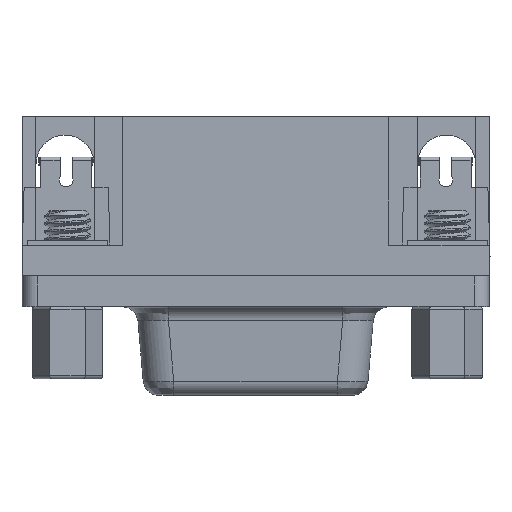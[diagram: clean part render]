
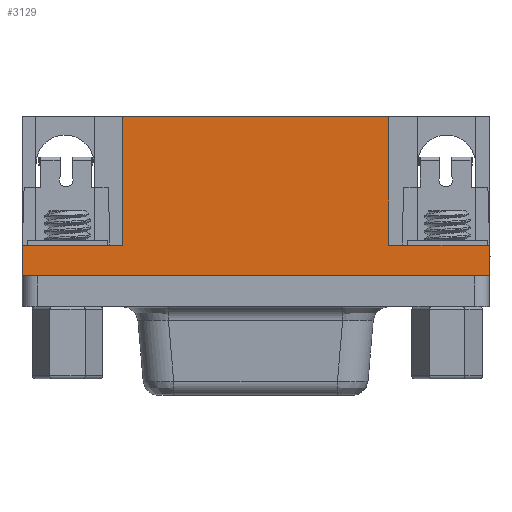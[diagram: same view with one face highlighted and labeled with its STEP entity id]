
A CAD part, top view. The second image highlights one B-rep face of the part: STEP entity #3129.
In plain terms, the highlighted planar face has unit normal (0, 0, 1).
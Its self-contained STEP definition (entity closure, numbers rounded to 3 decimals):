
#211=DIRECTION('',(0.,1.,0.));
#212=VECTOR('',#211,8.41);
#213=CARTESIAN_POINT('',(8.675,-2.205,10.31));
#214=LINE('',#213,#212);
#219=DIRECTION('',(1.,0.,0.));
#220=VECTOR('',#219,6.585);
#221=CARTESIAN_POINT('',(8.675,-2.205,10.31));
#222=LINE('',#221,#220);
#223=DIRECTION('',(0.,-1.,0.));
#224=VECTOR('',#223,2.);
#225=CARTESIAN_POINT('',(15.26,-2.205,10.31));
#226=LINE('',#225,#224);
#227=DIRECTION('',(0.,1.,0.));
#228=VECTOR('',#227,8.41);
#229=CARTESIAN_POINT('',(-8.675,-2.205,10.31));
#230=LINE('',#229,#228);
#231=DIRECTION('',(1.,0.,0.));
#232=VECTOR('',#231,17.35);
#233=CARTESIAN_POINT('',(-8.675,6.205,10.31));
#234=LINE('',#233,#232);
#289=DIRECTION('',(1.,0.,0.));
#290=VECTOR('',#289,30.52);
#291=CARTESIAN_POINT('',(-15.26,-4.205,10.31));
#292=LINE('',#291,#290);
#1554=DIRECTION('',(-1.,0.,0.));
#1555=VECTOR('',#1554,6.585);
#1556=CARTESIAN_POINT('',(-8.675,-2.205,10.31));
#1557=LINE('',#1556,#1555);
#1582=DIRECTION('',(0.,-1.,0.));
#1583=VECTOR('',#1582,2.);
#1584=CARTESIAN_POINT('',(-15.26,-2.205,10.31));
#1585=LINE('',#1584,#1583);
#2342=CARTESIAN_POINT('',(-15.26,-2.205,10.31));
#2343=VERTEX_POINT('',#2342);
#2344=CARTESIAN_POINT('',(-15.26,-4.205,10.31));
#2345=VERTEX_POINT('',#2344);
#2352=CARTESIAN_POINT('',(15.26,-4.205,10.31));
#2353=VERTEX_POINT('',#2352);
#2354=CARTESIAN_POINT('',(15.26,-2.205,10.31));
#2355=VERTEX_POINT('',#2354);
#2364=CARTESIAN_POINT('',(8.675,-2.205,10.31));
#2365=CARTESIAN_POINT('',(8.675,6.205,10.31));
#2366=VERTEX_POINT('',#2364);
#2367=VERTEX_POINT('',#2365);
#2368=CARTESIAN_POINT('',(-8.675,-2.205,10.31));
#2369=VERTEX_POINT('',#2368);
#2370=CARTESIAN_POINT('',(-8.675,6.205,10.31));
#2371=VERTEX_POINT('',#2370);
#3107=CARTESIAN_POINT('',(8.675,6.205,10.31));
#3108=DIRECTION('',(0.,0.,-1.));
#3109=DIRECTION('',(-1.,0.,0.));
#3110=AXIS2_PLACEMENT_3D('',#3107,#3108,#3109);
#3111=PLANE('',#3110);
#3112=ORIENTED_EDGE('',*,*,#3096,.F.);
#3114=ORIENTED_EDGE('',*,*,#3113,.T.);
#3116=ORIENTED_EDGE('',*,*,#3115,.T.);
#3118=ORIENTED_EDGE('',*,*,#3117,.F.);
#3120=ORIENTED_EDGE('',*,*,#3119,.F.);
#3122=ORIENTED_EDGE('',*,*,#3121,.F.);
#3124=ORIENTED_EDGE('',*,*,#3123,.T.);
#3126=ORIENTED_EDGE('',*,*,#3125,.T.);
#3127=EDGE_LOOP('',(#3112,#3114,#3116,#3118,#3120,#3122,#3124,#3126));
#3128=FACE_OUTER_BOUND('',#3127,.F.);
#3096=EDGE_CURVE('',#2366,#2367,#214,.T.);
#3113=EDGE_CURVE('',#2366,#2355,#222,.T.);
#3115=EDGE_CURVE('',#2355,#2353,#226,.T.);
#3117=EDGE_CURVE('',#2345,#2353,#292,.T.);
#3119=EDGE_CURVE('',#2343,#2345,#1585,.T.);
#3121=EDGE_CURVE('',#2369,#2343,#1557,.T.);
#3123=EDGE_CURVE('',#2369,#2371,#230,.T.);
#3125=EDGE_CURVE('',#2371,#2367,#234,.T.);
#3129=ADVANCED_FACE('',(#3128),#3111,.F.);
